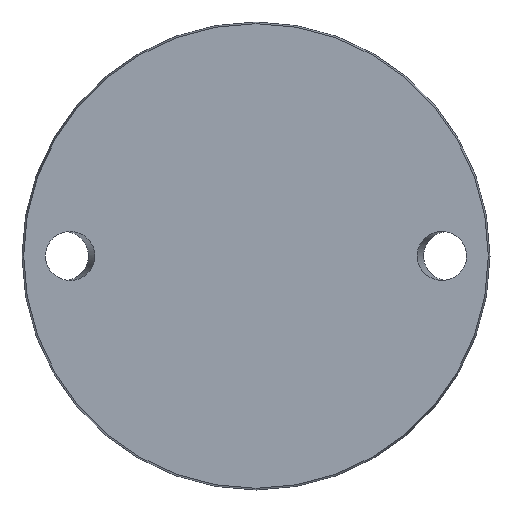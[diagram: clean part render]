
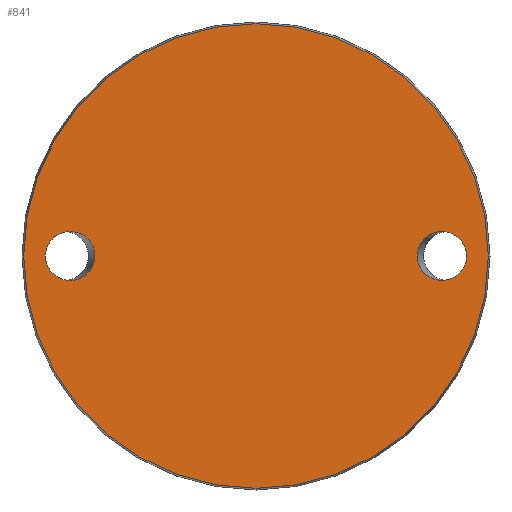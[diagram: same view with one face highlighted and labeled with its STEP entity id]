
A CAD part, front view. The second image highlights one B-rep face of the part: STEP entity #841.
In plain terms, the highlighted planar face has unit normal (0, -1, 0).
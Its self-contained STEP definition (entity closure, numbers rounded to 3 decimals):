
#6 = ORIENTED_EDGE ( 'NONE', *, *, #123, .T. ) ;
#10 = CARTESIAN_POINT ( 'NONE',  ( -71.115, 0., -16.5 ) ) ;
#105 = EDGE_LOOP ( 'NONE', ( #684 ) ) ;
#120 = FACE_BOUND ( 'NONE', #154, .T. ) ;
#123 = EDGE_CURVE ( 'NONE', #227, #227, #257, .T. ) ;
#138 = CARTESIAN_POINT ( 'NONE',  ( 54.385, 0., 16.5 ) ) ;
#154 = EDGE_LOOP ( 'NONE', ( #397 ) ) ;
#198 = EDGE_LOOP ( 'NONE', ( #6 ) ) ;
#215 = CARTESIAN_POINT ( 'NONE',  ( 71.115, 0., 16.5 ) ) ;
#227 = VERTEX_POINT ( 'NONE', #990 ) ;
#241 = CARTESIAN_POINT ( 'NONE',  ( -54.385, 0., 0. ) ) ;
#257 = CIRCLE ( 'NONE', #260, 78.425 ) ;
#260 = AXIS2_PLACEMENT_3D ( 'NONE', #328, #396, #925 ) ;
#274 = CARTESIAN_POINT ( 'NONE',  ( 54.385, 0., 0. ) ) ;
#295 = DIRECTION ( 'NONE',  ( 0., 1., 0. ) ) ;
#328 = CARTESIAN_POINT ( 'NONE',  ( 0., 0., 0. ) ) ;
#356 = FACE_BOUND ( 'NONE', #105, .T. ) ;
#358 = EDGE_CURVE ( 'NONE', #995, #995, #826, .T. ) ;
#387 = CARTESIAN_POINT ( 'NONE',  ( 54.385, 0., 0. ) ) ;
#396 = DIRECTION ( 'NONE',  ( 0., -1., 0. ) ) ;
#397 = ORIENTED_EDGE ( 'NONE', *, *, #358, .F. ) ;
#468 = CARTESIAN_POINT ( 'NONE',  ( -54.385, 0., -16.5 ) ) ;
#469 = CARTESIAN_POINT ( 'NONE',  ( 54.385, 0., 0. ) ) ;
#505 = CARTESIAN_POINT ( 'NONE',  ( -78.425, 0., 0. ) ) ;
#547 =( BOUNDED_CURVE ( )  B_SPLINE_CURVE ( 3, ( #625, #616, #775, #241, #468, #10, #918 ),
 .UNSPECIFIED., .T., .F. ) 
 B_SPLINE_CURVE_WITH_KNOTS ( ( 4, 3, 4 ),
 ( 0., 3.142, 6.283 ),
 .UNSPECIFIED. ) 
 CURVE ( )  GEOMETRIC_REPRESENTATION_ITEM ( )  RATIONAL_B_SPLINE_CURVE ( ( 1., 0.333, 0.333, 1., 0.333, 0.333, 1. ) ) 
 REPRESENTATION_ITEM ( '' )  );
#586 = DIRECTION ( 'NONE',  ( 0., 0., 1. ) ) ;
#588 = CARTESIAN_POINT ( 'NONE',  ( 71.115, 0., -16.5 ) ) ;
#616 = CARTESIAN_POINT ( 'NONE',  ( -71.115, 0., 16.5 ) ) ;
#625 = CARTESIAN_POINT ( 'NONE',  ( -71.115, 0., 0. ) ) ;
#649 = AXIS2_PLACEMENT_3D ( 'NONE', #505, #295, #586 ) ;
#669 = FACE_OUTER_BOUND ( 'NONE', #198, .T. ) ;
#684 = ORIENTED_EDGE ( 'NONE', *, *, #696, .T. ) ;
#696 = EDGE_CURVE ( 'NONE', #780, #780, #547, .T. ) ;
#698 = CARTESIAN_POINT ( 'NONE',  ( 54.385, 0., -16.5 ) ) ;
#775 = CARTESIAN_POINT ( 'NONE',  ( -54.385, 0., 16.5 ) ) ;
#780 = VERTEX_POINT ( 'NONE', #911 ) ;
#813 = PLANE ( 'NONE',  #649 ) ;
#826 =( BOUNDED_CURVE ( )  B_SPLINE_CURVE ( 3, ( #387, #698, #588, #958, #215, #138, #274 ),
 .UNSPECIFIED., .T., .T. ) 
 B_SPLINE_CURVE_WITH_KNOTS ( ( 4, 3, 4 ),
 ( 0., 3.142, 6.283 ),
 .UNSPECIFIED. ) 
 CURVE ( )  GEOMETRIC_REPRESENTATION_ITEM ( )  RATIONAL_B_SPLINE_CURVE ( ( 1., 0.333, 0.333, 1., 0.333, 0.333, 1. ) ) 
 REPRESENTATION_ITEM ( '' )  );
#841 = ADVANCED_FACE ( 'NONE', ( #356, #120, #669 ), #813, .F. ) ;
#911 = CARTESIAN_POINT ( 'NONE',  ( -71.115, 0., 0. ) ) ;
#918 = CARTESIAN_POINT ( 'NONE',  ( -71.115, 0., 0. ) ) ;
#925 = DIRECTION ( 'NONE',  ( 0., 0., -1. ) ) ;
#958 = CARTESIAN_POINT ( 'NONE',  ( 71.115, 0., 0. ) ) ;
#990 = CARTESIAN_POINT ( 'NONE',  ( 0., 0., -78.425 ) ) ;
#995 = VERTEX_POINT ( 'NONE', #469 ) ;
